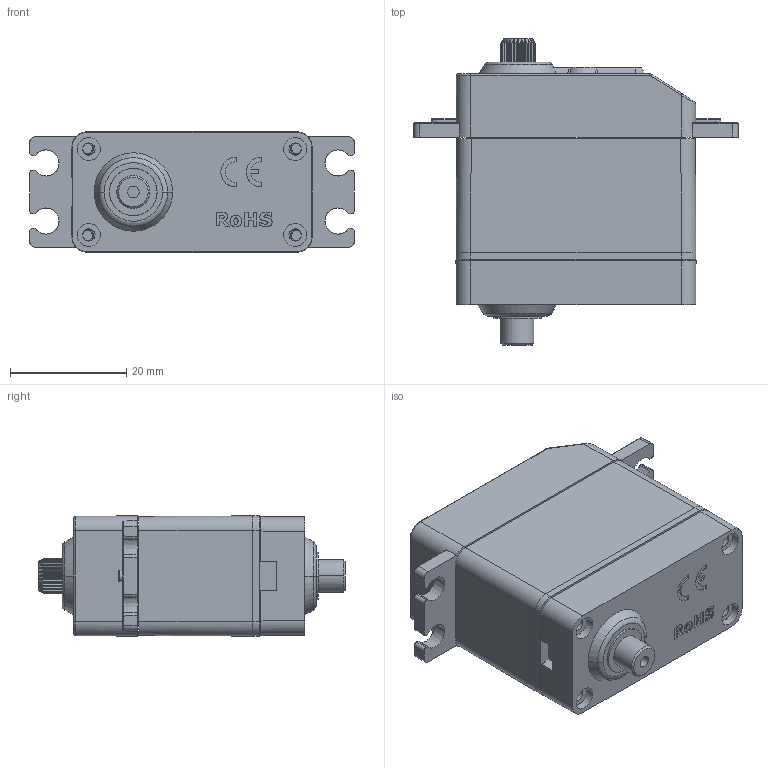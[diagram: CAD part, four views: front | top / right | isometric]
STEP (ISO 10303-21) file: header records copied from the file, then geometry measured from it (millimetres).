
FILE_DESCRIPTION((''),'2;1');
FILE_NAME('431_ASM','2023-01-03T',('Administrator'),(''),'CREO PARAMETRIC BY PTC INC, 2014190','CREO PARAMETRIC BY PTC INC, 2014190','');
FILE_SCHEMA(('CONFIG_CONTROL_DESIGN'));
Length unit declared in the file: millimetre
Products named in the file (7): MIDDLE-SHELL_2; UPPER-SHELL_2; FIVE-STAGE-GEAR_2; FIVE-STAGE-GEAR_ASM_1_ASM; 430-431-HUO-GAI_4; 431_ASM_21_ASM; 431_ASM
Assembly tree (6 placements, depth 4):
  431_ASM
    431_ASM_21_ASM
      MIDDLE-SHELL_2
      UPPER-SHELL_2
      FIVE-STAGE-GEAR_ASM_1_ASM
        FIVE-STAGE-GEAR_2
      430-431-HUO-GAI_4
Bounding box: 55.9 x 52.75 x 20.7 mm (x, y, z)
Volume: 34613.6 mm3; surface area: 11930 mm2
Topology: 4 solids, 4 shells, 599 faces, 1711 edges, 1151 vertices
Faces by surface type: plane 281, cylinder 228, cone 33, torus 29, bspline 14, sphere 10, extrusion 4
Entity records: 21640 total; most frequent: CARTESIAN_POINT 5711, ORIENTED_EDGE 3410, DIRECTION 3274, EDGE_CURVE 1705, AXIS2_PLACEMENT_3D 1228, VERTEX_POINT 1151, VECTOR 818, LINE 814
